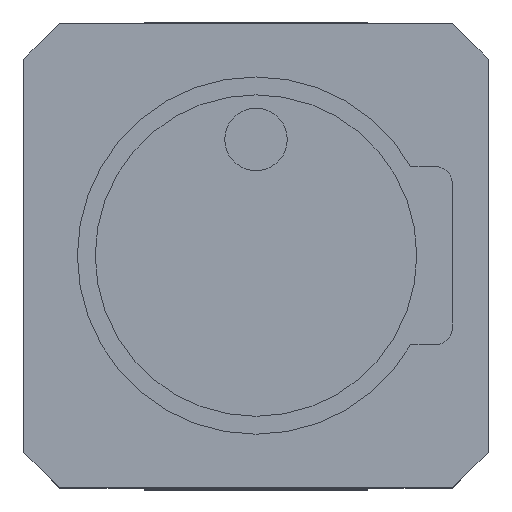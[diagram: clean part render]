
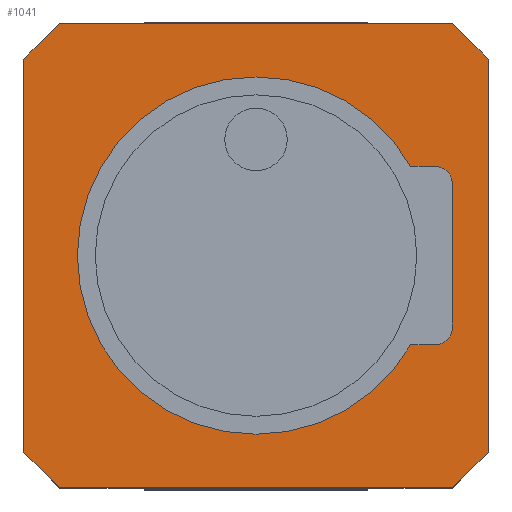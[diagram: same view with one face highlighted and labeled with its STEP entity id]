
A CAD part, top view. The second image highlights one B-rep face of the part: STEP entity #1041.
In plain terms, the highlighted planar face has unit normal (0, 0, 1).
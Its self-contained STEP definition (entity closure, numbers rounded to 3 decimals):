
#15=FACE_BOUND('',#167,.T.);
#21=CIRCLE('',#1107,0.2);
#23=CIRCLE('',#1111,0.2);
#25=CIRCLE('',#1115,2.);
#112=FACE_OUTER_BOUND('',#166,.T.);
#166=EDGE_LOOP('',(#904,#905,#906,#907,#908,#909,#910,#911));
#167=EDGE_LOOP('',(#912,#913,#914,#915,#916,#917));
#183=LINE('',#1404,#313);
#278=LINE('',#1592,#408);
#281=LINE('',#1597,#411);
#283=LINE('',#1602,#413);
#285=LINE('',#1606,#415);
#288=LINE('',#1623,#418);
#293=LINE('',#1637,#423);
#297=LINE('',#1649,#427);
#300=LINE('',#1659,#430);
#301=LINE('',#1660,#431);
#302=LINE('',#1661,#432);
#313=VECTOR('',#1141,10.);
#408=VECTOR('',#1296,10.);
#411=VECTOR('',#1301,10.);
#413=VECTOR('',#1307,10.);
#415=VECTOR('',#1311,10.);
#418=VECTOR('',#1330,10.);
#423=VECTOR('',#1343,10.);
#427=VECTOR('',#1355,10.);
#430=VECTOR('',#1368,10.);
#431=VECTOR('',#1369,10.);
#432=VECTOR('',#1370,10.);
#441=VERTEX_POINT('',#1401);
#442=VERTEX_POINT('',#1403);
#504=VERTEX_POINT('',#1589);
#505=VERTEX_POINT('',#1591);
#506=VERTEX_POINT('',#1595);
#507=VERTEX_POINT('',#1600);
#508=VERTEX_POINT('',#1604);
#513=VERTEX_POINT('',#1621);
#514=VERTEX_POINT('',#1622);
#517=VERTEX_POINT('',#1630);
#519=VERTEX_POINT('',#1636);
#521=VERTEX_POINT('',#1642);
#523=VERTEX_POINT('',#1648);
#525=VERTEX_POINT('',#1658);
#535=EDGE_CURVE('',#442,#441,#183,.T.);
#630=EDGE_CURVE('',#505,#504,#278,.T.);
#633=EDGE_CURVE('',#506,#504,#281,.T.);
#635=EDGE_CURVE('',#506,#507,#283,.T.);
#637=EDGE_CURVE('',#508,#507,#285,.T.);
#644=EDGE_CURVE('',#513,#514,#288,.T.);
#648=EDGE_CURVE('',#517,#513,#21,.T.);
#651=EDGE_CURVE('',#519,#517,#293,.T.);
#654=EDGE_CURVE('',#521,#519,#23,.T.);
#657=EDGE_CURVE('',#523,#521,#297,.T.);
#660=EDGE_CURVE('',#514,#523,#25,.T.);
#662=EDGE_CURVE('',#508,#525,#300,.T.);
#663=EDGE_CURVE('',#442,#525,#301,.T.);
#664=EDGE_CURVE('',#505,#441,#302,.T.);
#904=ORIENTED_EDGE('',*,*,#637,.F.);
#905=ORIENTED_EDGE('',*,*,#662,.T.);
#906=ORIENTED_EDGE('',*,*,#663,.F.);
#907=ORIENTED_EDGE('',*,*,#535,.T.);
#908=ORIENTED_EDGE('',*,*,#664,.F.);
#909=ORIENTED_EDGE('',*,*,#630,.T.);
#910=ORIENTED_EDGE('',*,*,#633,.F.);
#911=ORIENTED_EDGE('',*,*,#635,.T.);
#912=ORIENTED_EDGE('',*,*,#644,.T.);
#913=ORIENTED_EDGE('',*,*,#660,.T.);
#914=ORIENTED_EDGE('',*,*,#657,.T.);
#915=ORIENTED_EDGE('',*,*,#654,.T.);
#916=ORIENTED_EDGE('',*,*,#651,.T.);
#917=ORIENTED_EDGE('',*,*,#648,.T.);
#988=PLANE('',#1118);
#1041=ADVANCED_FACE('',(#112,#15),#988,.T.);
#1107=AXIS2_PLACEMENT_3D('',#1631,#1336,#1337);
#1111=AXIS2_PLACEMENT_3D('',#1643,#1348,#1349);
#1115=AXIS2_PLACEMENT_3D('',#1654,#1360,#1361);
#1118=AXIS2_PLACEMENT_3D('',#1657,#1366,#1367);
#1141=DIRECTION('',(-1.,0.,0.));
#1296=DIRECTION('',(0.,-1.,0.));
#1301=DIRECTION('',(-0.707,0.707,0.));
#1307=DIRECTION('',(1.,0.,0.));
#1311=DIRECTION('',(-0.707,-0.707,0.));
#1330=DIRECTION('',(-1.,0.,0.));
#1336=DIRECTION('center_axis',(0.,0.,-1.));
#1337=DIRECTION('ref_axis',(0.,-1.,0.));
#1343=DIRECTION('',(0.,-1.,0.));
#1348=DIRECTION('center_axis',(0.,0.,-1.));
#1349=DIRECTION('ref_axis',(1.,0.,0.));
#1355=DIRECTION('',(1.,0.,0.));
#1360=DIRECTION('center_axis',(0.,0.,-1.));
#1361=DIRECTION('ref_axis',(-1.,0.,0.));
#1366=DIRECTION('center_axis',(0.,0.,1.));
#1367=DIRECTION('ref_axis',(1.,0.,0.));
#1368=DIRECTION('',(0.,1.,0.));
#1369=DIRECTION('',(0.707,-0.707,0.));
#1370=DIRECTION('',(0.707,0.707,0.));
#1401=CARTESIAN_POINT('',(-2.2,2.6,2.8));
#1403=CARTESIAN_POINT('',(2.2,2.6,2.8));
#1404=CARTESIAN_POINT('',(2.6,2.6,2.8));
#1589=CARTESIAN_POINT('',(-2.6,-2.2,2.8));
#1591=CARTESIAN_POINT('',(-2.6,2.2,2.8));
#1592=CARTESIAN_POINT('',(-2.6,2.6,2.8));
#1595=CARTESIAN_POINT('',(-2.2,-2.6,2.8));
#1597=CARTESIAN_POINT('',(-2.4,-2.4,2.8));
#1600=CARTESIAN_POINT('',(2.2,-2.6,2.8));
#1602=CARTESIAN_POINT('',(-2.6,-2.6,2.8));
#1604=CARTESIAN_POINT('',(2.6,-2.2,2.8));
#1606=CARTESIAN_POINT('',(2.4,-2.4,2.8));
#1621=CARTESIAN_POINT('',(2.,-1.,2.8));
#1622=CARTESIAN_POINT('',(1.732,-1.,2.8));
#1623=CARTESIAN_POINT('',(1.,-1.,2.8));
#1630=CARTESIAN_POINT('',(2.2,-0.8,2.8));
#1631=CARTESIAN_POINT('Origin',(2.,-0.8,2.8));
#1636=CARTESIAN_POINT('',(2.2,0.8,2.8));
#1637=CARTESIAN_POINT('',(2.2,0.4,2.8));
#1642=CARTESIAN_POINT('',(2.,1.,2.8));
#1643=CARTESIAN_POINT('Origin',(2.,0.8,2.8));
#1648=CARTESIAN_POINT('',(1.732,1.,2.8));
#1649=CARTESIAN_POINT('',(0.866,1.,2.8));
#1654=CARTESIAN_POINT('Origin',(0.,0.,2.8));
#1657=CARTESIAN_POINT('Origin',(0.,0.,2.8));
#1658=CARTESIAN_POINT('',(2.6,2.2,2.8));
#1659=CARTESIAN_POINT('',(2.6,-2.6,2.8));
#1660=CARTESIAN_POINT('',(2.4,2.4,2.8));
#1661=CARTESIAN_POINT('',(-2.4,2.4,2.8));
